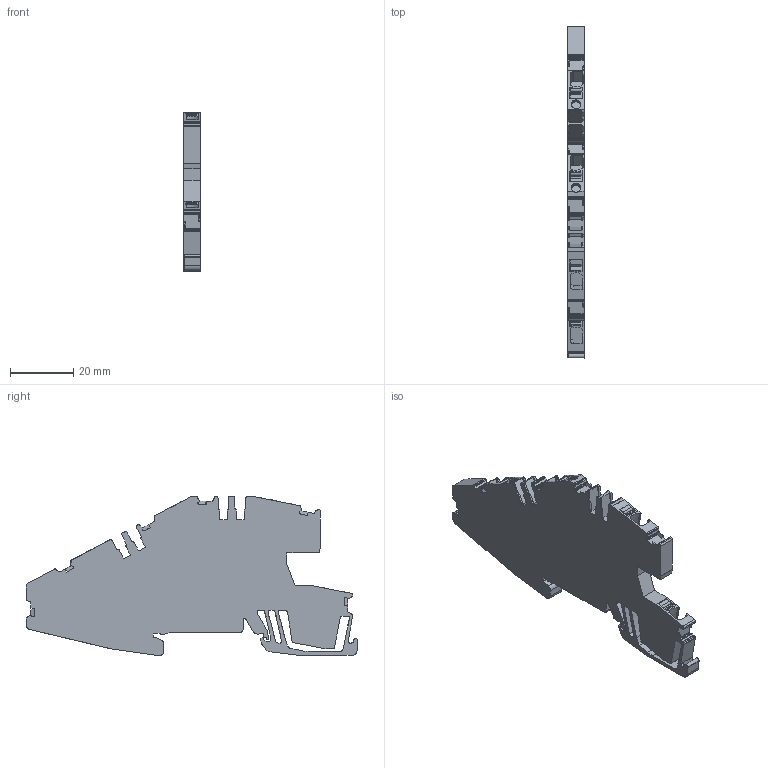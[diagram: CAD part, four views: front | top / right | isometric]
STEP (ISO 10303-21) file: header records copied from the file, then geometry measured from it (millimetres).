
FILE_DESCRIPTION(('CATIA V5 STEP Exchange','CAx-IF Rec.Pracs.--- Model Styling and Organization---1.4--- 2014-01-23'),'2;1');
FILE_NAME ('D1463595_1', '2023-06-13T09:40:55+00:00', ('none'), ('Weidmueller'), 'CATIA Version 5-6 Release 2016 SP3 HF44', 'CATIA V5 STEP AP214', 'none');
FILE_SCHEMA(('AUTOMOTIVE_DESIGN { 1 0 10303 214 1 1 1 1 }'));
Length unit declared in the file: millimetre
Products named in the file (1): 2668900000_S
Bounding box: 5.1 x 104.58 x 50.21 mm (x, y, z)
Volume: 16179.3 mm3; surface area: 10087.6 mm2
Topology: 5 solids, 5 shells, 863 faces, 2531 edges, 1683 vertices
Faces by surface type: plane 357, cylinder 334, extrusion 168, cone 4
Entity records: 31179 total; most frequent: CARTESIAN_POINT 8270, ORIENTED_EDGE 5062, DIRECTION 3617, EDGE_CURVE 2531, VECTOR 1828, VERTEX_POINT 1683, LINE 1660, AXIS2_PLACEMENT_3D 1173
